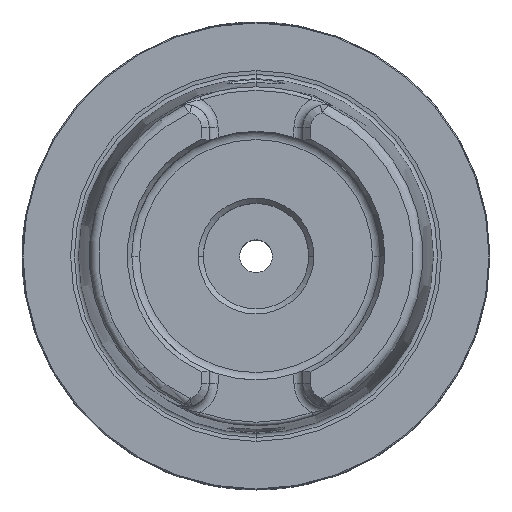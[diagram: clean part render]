
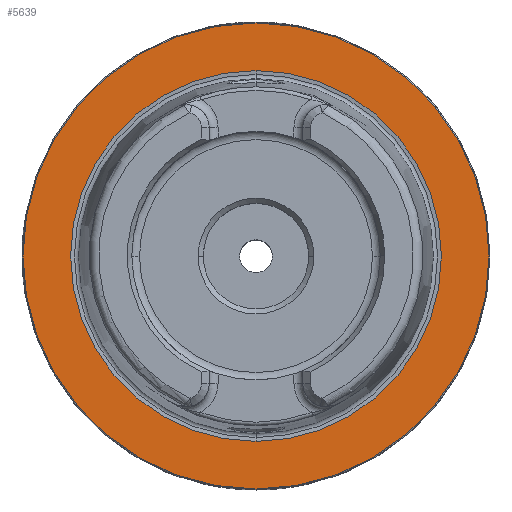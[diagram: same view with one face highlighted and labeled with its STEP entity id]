
A CAD part, top view. The second image highlights one B-rep face of the part: STEP entity #5639.
In plain terms, the highlighted planar face has unit normal (0, 0, 1).
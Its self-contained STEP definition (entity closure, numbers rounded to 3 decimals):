
#640 = CIRCLE ( 'NONE', #3865, 39.59 ) ;
#977 = DIRECTION ( 'NONE',  ( 0., -1., 0. ) ) ;
#1252 = VERTEX_POINT ( 'NONE', #1983 ) ;
#1908 = EDGE_CURVE ( 'NONE', #9197, #5828, #12032, .T. ) ;
#1944 = CARTESIAN_POINT ( 'NONE',  ( 0., 49.965, 0. ) ) ;
#1983 = CARTESIAN_POINT ( 'NONE',  ( 0., -39.59, 0. ) ) ;
#2456 = CARTESIAN_POINT ( 'NONE',  ( 0., 49.765, 0. ) ) ;
#2545 = EDGE_CURVE ( 'NONE', #4625, #1252, #3187, .T. ) ;
#2637 = CARTESIAN_POINT ( 'NONE',  ( 0., 0., 0. ) ) ;
#2880 = DIRECTION ( 'NONE',  ( 0., -1., 0. ) ) ;
#2895 = AXIS2_PLACEMENT_3D ( 'NONE', #3879, #9547, #6080 ) ;
#3187 = CIRCLE ( 'NONE', #4294, 39.59 ) ;
#3238 = AXIS2_PLACEMENT_3D ( 'NONE', #12205, #6656, #977 ) ;
#3541 = DIRECTION ( 'NONE',  ( 0., 1., 0. ) ) ;
#3865 = AXIS2_PLACEMENT_3D ( 'NONE', #2637, #9234, #3541 ) ;
#3879 = CARTESIAN_POINT ( 'NONE',  ( 0., 0., 0. ) ) ;
#4294 = AXIS2_PLACEMENT_3D ( 'NONE', #4938, #5419, #6728 ) ;
#4625 = VERTEX_POINT ( 'NONE', #6357 ) ;
#4938 = CARTESIAN_POINT ( 'NONE',  ( 0., 0., 0. ) ) ;
#5419 = DIRECTION ( 'NONE',  ( 0., 0., -1. ) ) ;
#5639 = ADVANCED_FACE ( 'NONE', ( #7480, #7770 ), #7530, .T. ) ;
#5828 = VERTEX_POINT ( 'NONE', #8598 ) ;
#6080 = DIRECTION ( 'NONE',  ( 0., -1., 0. ) ) ;
#6357 = CARTESIAN_POINT ( 'NONE',  ( 0., 39.59, 0. ) ) ;
#6656 = DIRECTION ( 'NONE',  ( 0., 0., 1. ) ) ;
#6728 = DIRECTION ( 'NONE',  ( 0., 1., 0. ) ) ;
#6812 = ORIENTED_EDGE ( 'NONE', *, *, #1908, .T. ) ;
#7480 = FACE_OUTER_BOUND ( 'NONE', #10734, .T. ) ;
#7530 = PLANE ( 'NONE',  #11405 ) ;
#7770 = FACE_BOUND ( 'NONE', #9888, .T. ) ;
#8536 = DIRECTION ( 'NONE',  ( 0., 0., 1. ) ) ;
#8598 = CARTESIAN_POINT ( 'NONE',  ( 0., -49.765, 0. ) ) ;
#8752 = ORIENTED_EDGE ( 'NONE', *, *, #2545, .T. ) ;
#8789 = CIRCLE ( 'NONE', #3238, 49.765 ) ;
#9197 = VERTEX_POINT ( 'NONE', #2456 ) ;
#9234 = DIRECTION ( 'NONE',  ( 0., 0., -1. ) ) ;
#9300 = ORIENTED_EDGE ( 'NONE', *, *, #10137, .T. ) ;
#9547 = DIRECTION ( 'NONE',  ( 0., 0., 1. ) ) ;
#9888 = EDGE_LOOP ( 'NONE', ( #9300, #8752 ) ) ;
#10088 = EDGE_CURVE ( 'NONE', #5828, #9197, #8789, .T. ) ;
#10137 = EDGE_CURVE ( 'NONE', #1252, #4625, #640, .T. ) ;
#10734 = EDGE_LOOP ( 'NONE', ( #11951, #6812 ) ) ;
#11405 = AXIS2_PLACEMENT_3D ( 'NONE', #1944, #8536, #2880 ) ;
#11951 = ORIENTED_EDGE ( 'NONE', *, *, #10088, .T. ) ;
#12032 = CIRCLE ( 'NONE', #2895, 49.765 ) ;
#12205 = CARTESIAN_POINT ( 'NONE',  ( 0., 0., 0. ) ) ;
